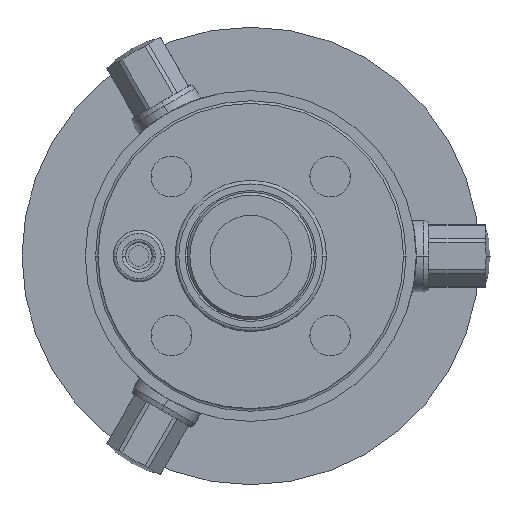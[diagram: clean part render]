
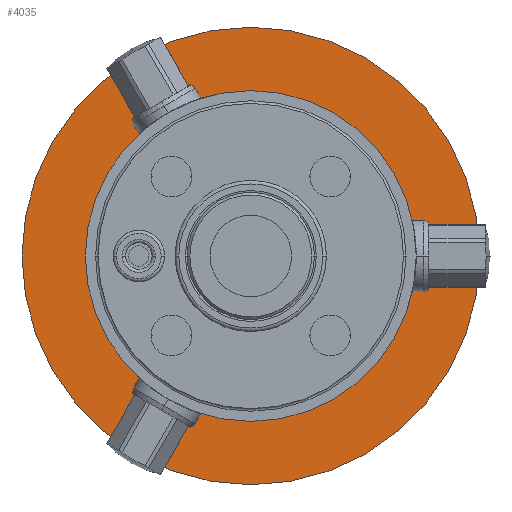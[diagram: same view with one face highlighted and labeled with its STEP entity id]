
A CAD part, front view. The second image highlights one B-rep face of the part: STEP entity #4035.
In plain terms, the highlighted planar face has unit normal (0, -1, 0).
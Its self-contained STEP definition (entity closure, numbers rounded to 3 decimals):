
#1402=CARTESIAN_POINT('',(0.,68.,0.));
#1403=DIRECTION('',(0.,-1.,0.));
#1404=DIRECTION('',(1.,0.,0.));
#1405=AXIS2_PLACEMENT_3D('',#1402,#1403,#1404);
#1410=CARTESIAN_POINT('',(0.,68.,0.));
#1411=DIRECTION('',(0.,1.,0.));
#1412=DIRECTION('',(1.,0.,0.));
#1413=AXIS2_PLACEMENT_3D('',#1410,#1411,#1412);
#1418=CARTESIAN_POINT('',(0.,68.,0.));
#1419=DIRECTION('',(0.,1.,0.));
#1420=DIRECTION('',(1.,0.,0.));
#1421=AXIS2_PLACEMENT_3D('',#1418,#1419,#1420);
#1433=CARTESIAN_POINT('',(0.,68.,0.));
#1434=DIRECTION('',(0.,-1.,0.));
#1435=DIRECTION('',(1.,0.,0.));
#1436=AXIS2_PLACEMENT_3D('',#1433,#1434,#1435);
#2388=CARTESIAN_POINT('',(44.95,68.,0.));
#2390=VERTEX_POINT('',#2388);
#2413=CARTESIAN_POINT('',(-32.5,68.,0.));
#2415=VERTEX_POINT('',#2413);
#2416=CARTESIAN_POINT('',(-44.95,68.,0.));
#2418=VERTEX_POINT('',#2416);
#2424=CARTESIAN_POINT('',(32.5,68.,0.));
#2425=VERTEX_POINT('',#2424);
#4020=CARTESIAN_POINT('',(0.,68.,0.));
#4021=DIRECTION('',(0.,1.,0.));
#4022=DIRECTION('',(1.,0.,0.));
#4023=AXIS2_PLACEMENT_3D('',#4020,#4021,#4022);
#4024=PLANE('',#4023);
#4026=ORIENTED_EDGE('',*,*,#4025,.T.);
#4028=ORIENTED_EDGE('',*,*,#4027,.F.);
#4029=EDGE_LOOP('',(#4026,#4028));
#4030=FACE_OUTER_BOUND('',#4029,.F.);
#4031=ORIENTED_EDGE('',*,*,#2980,.T.);
#4032=ORIENTED_EDGE('',*,*,#2953,.F.);
#4033=EDGE_LOOP('',(#4031,#4032));
#4034=FACE_BOUND('',#4033,.F.);
#1406=CIRCLE('',#1405,32.5);
#1414=CIRCLE('',#1413,32.5);
#1422=CIRCLE('',#1421,44.95);
#1437=CIRCLE('',#1436,44.95);
#2953=EDGE_CURVE('',#2425,#2415,#1414,.T.);
#2980=EDGE_CURVE('',#2425,#2415,#1406,.T.);
#4025=EDGE_CURVE('',#2390,#2418,#1422,.T.);
#4027=EDGE_CURVE('',#2390,#2418,#1437,.T.);
#4035=ADVANCED_FACE('',(#4030,#4034),#4024,.F.);
